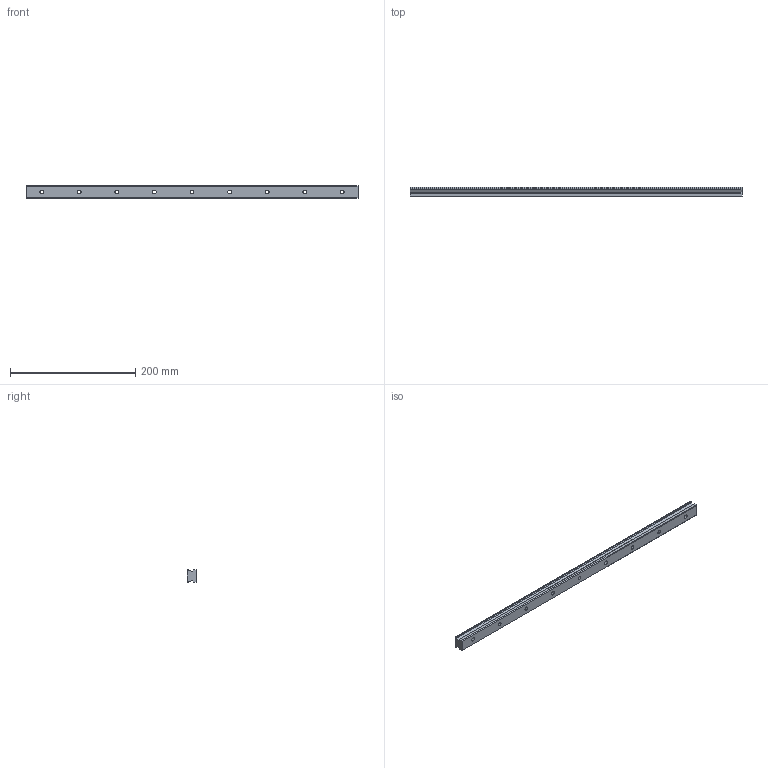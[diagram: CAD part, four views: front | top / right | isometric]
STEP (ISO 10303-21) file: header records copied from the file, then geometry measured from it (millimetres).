
FILE_DESCRIPTION (( 'STEP AP214' ), '1' );
FILE_NAME ('SSR20XTB1SS-530L_G25_0_B-M6F_231-75_0_0_0.STEP', '2021-06-25T06:51:39', ( '' ), ( '' ), 'SwSTEP 2.0', 'SolidWorks 2021', '' );
FILE_SCHEMA (( 'AUTOMOTIVE_DESIGN' ));
Length unit declared in the file: millimetre
Products named in the file (2): SSR20XTB1SS-530L_G25_0_B-M6F_231-75_0_0_0; _SSR20XTB53025 Track
Assembly tree (1 placements, depth 2):
  SSR20XTB1SS-530L_G25_0_B-M6F_231-75_0_0_0
    _SSR20XTB53025 Track
Bounding box: 530 x 15.5 x 20 mm (x, y, z)
Volume: 140202.8 mm3; surface area: 42837.4 mm2
Topology: 1 solids, 1 shells, 72 faces, 183 edges, 122 vertices
Faces by surface type: cylinder 43, plane 29
Entity records: 2315 total; most frequent: DIRECTION 421, CARTESIAN_POINT 381, ORIENTED_EDGE 366, EDGE_CURVE 183, AXIS2_PLACEMENT_3D 162, VERTEX_POINT 122, EDGE_LOOP 99, LINE 97
